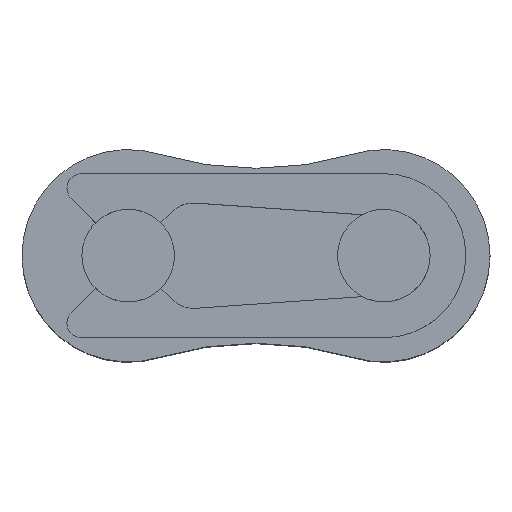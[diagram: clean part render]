
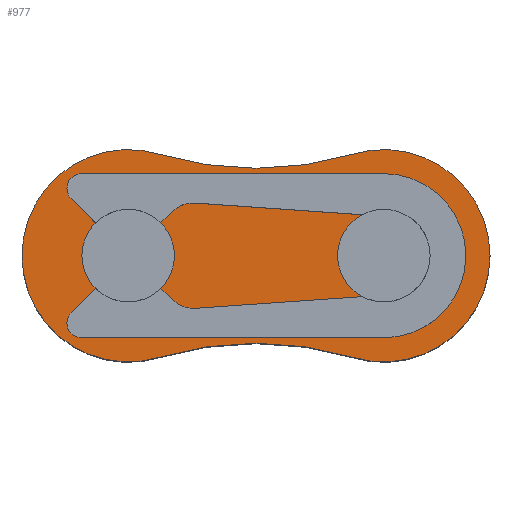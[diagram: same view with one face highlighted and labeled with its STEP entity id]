
A CAD part, top view. The second image highlights one B-rep face of the part: STEP entity #977.
In plain terms, the highlighted planar face has unit normal (0, 0, 1).
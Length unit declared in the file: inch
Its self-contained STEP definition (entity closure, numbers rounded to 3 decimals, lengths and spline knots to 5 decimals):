
#3 = DIRECTION ( 'NONE',  ( 0., 0., 1. ) ) ;
#15 = EDGE_CURVE ( 'NONE', #146, #949, #1183, .T. ) ;
#31 = DIRECTION ( 'NONE',  ( 1., 0., 0. ) ) ;
#35 = CARTESIAN_POINT ( 'NONE',  ( 0., 0., 0.293 ) ) ;
#45 = CIRCLE ( 'NONE', #479, 0.10384 ) ;
#81 = VERTEX_POINT ( 'NONE', #414 ) ;
#84 = ORIENTED_EDGE ( 'NONE', *, *, #15, .F. ) ;
#87 = CIRCLE ( 'NONE', #1657, 0.10384 ) ;
#88 = DIRECTION ( 'NONE',  ( 0., 0., 1. ) ) ;
#89 = EDGE_CURVE ( 'NONE', #94, #810, #1267, .T. ) ;
#94 = VERTEX_POINT ( 'NONE', #1336 ) ;
#99 = DIRECTION ( 'NONE',  ( 1., 0., 0. ) ) ;
#122 = AXIS2_PLACEMENT_3D ( 'NONE', #1212, #128, #395 ) ;
#128 = DIRECTION ( 'NONE',  ( 0., 0., -1. ) ) ;
#146 = VERTEX_POINT ( 'NONE', #539 ) ;
#151 = DIRECTION ( 'NONE',  ( 0., 0., -1. ) ) ;
#161 = EDGE_CURVE ( 'NONE', #1626, #81, #1499, .T. ) ;
#201 = AXIS2_PLACEMENT_3D ( 'NONE', #1069, #842, #31 ) ;
#280 = DIRECTION ( 'NONE',  ( 1., 0., 0. ) ) ;
#297 = AXIS2_PLACEMENT_3D ( 'NONE', #494, #88, #1551 ) ;
#299 = CARTESIAN_POINT ( 'NONE',  ( -0.22023, -0.09948, 0.293 ) ) ;
#311 = CARTESIAN_POINT ( 'NONE',  ( -0.03846, 0., 0.293 ) ) ;
#312 = CIRCLE ( 'NONE', #794, 0.10384 ) ;
#316 = ORIENTED_EDGE ( 'NONE', *, *, #161, .T. ) ;
#342 = EDGE_CURVE ( 'NONE', #1243, #1626, #45, .T. ) ;
#395 = DIRECTION ( 'NONE',  ( 1., 0., 0. ) ) ;
#414 = CARTESIAN_POINT ( 'NONE',  ( -0.22023, 0.09948, 0.293 ) ) ;
#425 = DIRECTION ( 'NONE',  ( 0., 0., -1. ) ) ;
#427 = CARTESIAN_POINT ( 'NONE',  ( -0.0625, 0.20889, 0.293 ) ) ;
#432 = AXIS2_PLACEMENT_3D ( 'NONE', #663, #3, #814 ) ;
#459 = ORIENTED_EDGE ( 'NONE', *, *, #342, .T. ) ;
#473 = AXIS2_PLACEMENT_3D ( 'NONE', #427, #151, #554 ) ;
#479 = AXIS2_PLACEMENT_3D ( 'NONE', #35, #1107, #280 ) ;
#494 = CARTESIAN_POINT ( 'NONE',  ( 0., 0., 0.293 ) ) ;
#506 = CARTESIAN_POINT ( 'NONE',  ( -0.02977, 0.09948, 0.293 ) ) ;
#539 = CARTESIAN_POINT ( 'NONE',  ( 0.03846, 0., 0.293 ) ) ;
#554 = DIRECTION ( 'NONE',  ( 1., 0., 0. ) ) ;
#635 = CARTESIAN_POINT ( 'NONE',  ( -0.02977, -0.09948, 0.293 ) ) ;
#651 = CIRCLE ( 'NONE', #1065, 0.03846 ) ;
#652 = AXIS2_PLACEMENT_3D ( 'NONE', #1507, #425, #1501 ) ;
#663 = CARTESIAN_POINT ( 'NONE',  ( -0.25, 0., 0.293 ) ) ;
#679 = ORIENTED_EDGE ( 'NONE', *, *, #948, .T. ) ;
#688 = CARTESIAN_POINT ( 'NONE',  ( 0., 0., 0.293 ) ) ;
#691 = EDGE_LOOP ( 'NONE', ( #1599, #84 ) ) ;
#693 = DIRECTION ( 'NONE',  ( 1., 0., 0. ) ) ;
#760 = EDGE_LOOP ( 'NONE', ( #316, #1535, #1512, #679, #459 ) ) ;
#763 = VERTEX_POINT ( 'NONE', #635 ) ;
#794 = AXIS2_PLACEMENT_3D ( 'NONE', #688, #1502, #1079 ) ;
#800 = DIRECTION ( 'NONE',  ( 0., 0., 1. ) ) ;
#810 = VERTEX_POINT ( 'NONE', #1710 ) ;
#814 = DIRECTION ( 'NONE',  ( 1., 0., 0. ) ) ;
#837 = CARTESIAN_POINT ( 'NONE',  ( -0.25, 0., 0.293 ) ) ;
#842 = DIRECTION ( 'NONE',  ( 0., 0., 1. ) ) ;
#940 = EDGE_CURVE ( 'NONE', #810, #94, #651, .T. ) ;
#945 = FACE_BOUND ( 'NONE', #1068, .T. ) ;
#948 = EDGE_CURVE ( 'NONE', #763, #1243, #312, .T. ) ;
#949 = VERTEX_POINT ( 'NONE', #311 ) ;
#960 = VERTEX_POINT ( 'NONE', #299 ) ;
#977 = ADVANCED_FACE ( 'NONE', ( #1508, #1350, #945 ), #1491, .F. ) ;
#1065 = AXIS2_PLACEMENT_3D ( 'NONE', #837, #1640, #693 ) ;
#1068 = EDGE_LOOP ( 'NONE', ( #1500, #1337 ) ) ;
#1069 = CARTESIAN_POINT ( 'NONE',  ( 0., 0., 0.293 ) ) ;
#1079 = DIRECTION ( 'NONE',  ( 1., 0., 0. ) ) ;
#1107 = DIRECTION ( 'NONE',  ( 0., 0., 1. ) ) ;
#1153 = EDGE_CURVE ( 'NONE', #81, #960, #87, .T. ) ;
#1168 = CARTESIAN_POINT ( 'NONE',  ( 0.10384, 0., 0.293 ) ) ;
#1183 = CIRCLE ( 'NONE', #297, 0.03846 ) ;
#1212 = CARTESIAN_POINT ( 'NONE',  ( -0.125, 0.41777, 0.293 ) ) ;
#1243 = VERTEX_POINT ( 'NONE', #1168 ) ;
#1267 = CIRCLE ( 'NONE', #432, 0.03846 ) ;
#1312 = CARTESIAN_POINT ( 'NONE',  ( -0.25, 0., 0.293 ) ) ;
#1318 = EDGE_CURVE ( 'NONE', #949, #146, #1633, .T. ) ;
#1334 = EDGE_CURVE ( 'NONE', #960, #763, #1573, .T. ) ;
#1336 = CARTESIAN_POINT ( 'NONE',  ( -0.21154, 0., 0.293 ) ) ;
#1337 = ORIENTED_EDGE ( 'NONE', *, *, #89, .F. ) ;
#1350 = FACE_BOUND ( 'NONE', #691, .T. ) ;
#1491 = PLANE ( 'NONE',  #473 ) ;
#1499 = CIRCLE ( 'NONE', #122, 0.33223 ) ;
#1500 = ORIENTED_EDGE ( 'NONE', *, *, #940, .F. ) ;
#1501 = DIRECTION ( 'NONE',  ( -1., 0., 0. ) ) ;
#1502 = DIRECTION ( 'NONE',  ( 0., 0., 1. ) ) ;
#1507 = CARTESIAN_POINT ( 'NONE',  ( -0.125, -0.41777, 0.293 ) ) ;
#1508 = FACE_OUTER_BOUND ( 'NONE', #760, .T. ) ;
#1512 = ORIENTED_EDGE ( 'NONE', *, *, #1334, .T. ) ;
#1535 = ORIENTED_EDGE ( 'NONE', *, *, #1153, .T. ) ;
#1551 = DIRECTION ( 'NONE',  ( 1., 0., 0. ) ) ;
#1573 = CIRCLE ( 'NONE', #652, 0.33223 ) ;
#1599 = ORIENTED_EDGE ( 'NONE', *, *, #1318, .F. ) ;
#1626 = VERTEX_POINT ( 'NONE', #506 ) ;
#1633 = CIRCLE ( 'NONE', #201, 0.03846 ) ;
#1640 = DIRECTION ( 'NONE',  ( 0., 0., 1. ) ) ;
#1657 = AXIS2_PLACEMENT_3D ( 'NONE', #1312, #800, #99 ) ;
#1710 = CARTESIAN_POINT ( 'NONE',  ( -0.28846, 0., 0.293 ) ) ;
